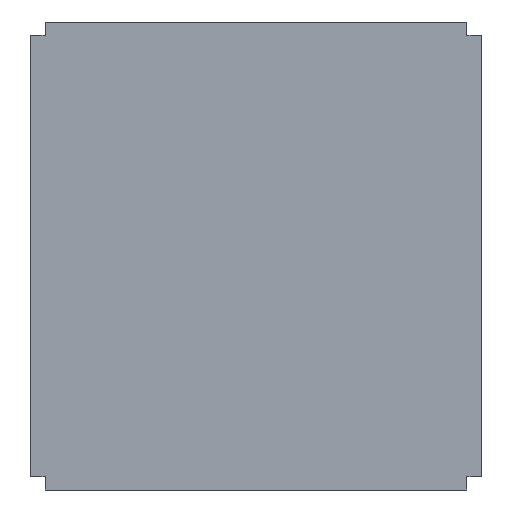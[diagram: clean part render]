
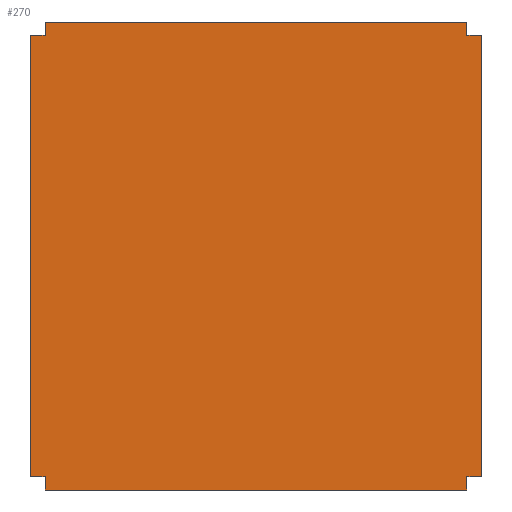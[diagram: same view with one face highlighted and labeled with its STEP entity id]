
A CAD part, front view. The second image highlights one B-rep face of the part: STEP entity #270.
In plain terms, the highlighted planar face has unit normal (0, -1, 0).
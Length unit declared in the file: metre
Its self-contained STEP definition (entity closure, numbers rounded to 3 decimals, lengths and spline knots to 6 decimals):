
#60=ORIENTED_EDGE('',*,*,#86,.F.);
#61=ORIENTED_EDGE('',*,*,#90,.T.);
#62=ORIENTED_EDGE('',*,*,#93,.F.);
#63=ORIENTED_EDGE('',*,*,#96,.F.);
#64=ORIENTED_EDGE('',*,*,#99,.T.);
#65=ORIENTED_EDGE('',*,*,#102,.F.);
#66=ORIENTED_EDGE('',*,*,#105,.T.);
#67=ORIENTED_EDGE('',*,*,#108,.T.);
#68=ORIENTED_EDGE('',*,*,#111,.F.);
#69=ORIENTED_EDGE('',*,*,#114,.T.);
#70=ORIENTED_EDGE('',*,*,#117,.T.);
#71=ORIENTED_EDGE('',*,*,#119,.F.);
#86=EDGE_CURVE('',#122,#123,#146,.T.);
#90=EDGE_CURVE('',#122,#125,#150,.T.);
#93=EDGE_CURVE('',#127,#125,#153,.T.);
#96=EDGE_CURVE('',#129,#127,#156,.T.);
#99=EDGE_CURVE('',#129,#131,#159,.T.);
#102=EDGE_CURVE('',#133,#131,#162,.T.);
#105=EDGE_CURVE('',#133,#135,#165,.T.);
#108=EDGE_CURVE('',#135,#137,#168,.T.);
#111=EDGE_CURVE('',#139,#137,#171,.T.);
#114=EDGE_CURVE('',#139,#141,#174,.T.);
#117=EDGE_CURVE('',#141,#143,#177,.T.);
#119=EDGE_CURVE('',#123,#143,#179,.T.);
#122=VERTEX_POINT('',#371);
#123=VERTEX_POINT('',#373);
#125=VERTEX_POINT('',#379);
#127=VERTEX_POINT('',#385);
#129=VERTEX_POINT('',#391);
#131=VERTEX_POINT('',#397);
#133=VERTEX_POINT('',#403);
#135=VERTEX_POINT('',#409);
#137=VERTEX_POINT('',#415);
#139=VERTEX_POINT('',#421);
#141=VERTEX_POINT('',#427);
#143=VERTEX_POINT('',#433);
#146=LINE('',#372,#182);
#150=LINE('',#380,#186);
#153=LINE('',#386,#189);
#156=LINE('',#392,#192);
#159=LINE('',#398,#195);
#162=LINE('',#404,#198);
#165=LINE('',#410,#201);
#168=LINE('',#416,#204);
#171=LINE('',#422,#207);
#174=LINE('',#428,#210);
#177=LINE('',#434,#213);
#179=LINE('',#437,#215);
#182=VECTOR('',#305,1.);
#186=VECTOR('',#311,1.);
#189=VECTOR('',#316,1.);
#192=VECTOR('',#321,1.);
#195=VECTOR('',#326,1.);
#198=VECTOR('',#331,1.);
#201=VECTOR('',#336,1.);
#204=VECTOR('',#341,1.);
#207=VECTOR('',#346,1.);
#210=VECTOR('',#351,1.);
#213=VECTOR('',#356,1.);
#215=VECTOR('',#360,1.);
#228=EDGE_LOOP('',(#60,#61,#62,#63,#64,#65,#66,#67,#68,#69,#70,#71));
#242=FACE_BOUND('',#228,.T.);
#256=PLANE('',#297);
#270=ADVANCED_FACE('',(#242),#256,.T.);
#297=AXIS2_PLACEMENT_3D('',#438,#361,#362);
#305=DIRECTION('',(0.,0.,1.));
#311=DIRECTION('',(1.,0.,0.));
#316=DIRECTION('',(0.,0.,1.));
#321=DIRECTION('',(-1.,0.,0.));
#326=DIRECTION('',(0.,0.,1.));
#331=DIRECTION('',(-1.,0.,0.));
#336=DIRECTION('',(0.,0.,1.));
#341=DIRECTION('',(-1.,0.,0.));
#346=DIRECTION('',(0.,0.,-1.));
#351=DIRECTION('',(-1.,0.,0.));
#356=DIRECTION('',(0.,0.,-1.));
#360=DIRECTION('',(1.,0.,0.));
#361=DIRECTION('',(0.,-1.,0.));
#362=DIRECTION('',(1.,0.,0.));
#371=CARTESIAN_POINT('',(-0.03075,-0.0015,-0.030075));
#372=CARTESIAN_POINT('',(-0.03075,-0.0015,0.));
#373=CARTESIAN_POINT('',(-0.03075,-0.0015,0.030075));
#379=CARTESIAN_POINT('',(-0.02875,-0.0015,-0.030075));
#380=CARTESIAN_POINT('',(-0.02975,-0.0015,-0.030075));
#385=CARTESIAN_POINT('',(-0.02875,-0.0015,-0.0319));
#386=CARTESIAN_POINT('',(-0.02875,-0.0015,-0.030988));
#391=CARTESIAN_POINT('',(0.02875,-0.0015,-0.0319));
#392=CARTESIAN_POINT('',(0.,-0.0015,-0.0319));
#397=CARTESIAN_POINT('',(0.02875,-0.0015,-0.030075));
#398=CARTESIAN_POINT('',(0.02875,-0.0015,-0.030988));
#403=CARTESIAN_POINT('',(0.03075,-0.0015,-0.030075));
#404=CARTESIAN_POINT('',(0.02975,-0.0015,-0.030075));
#409=CARTESIAN_POINT('',(0.03075,-0.0015,0.030075));
#410=CARTESIAN_POINT('',(0.03075,-0.0015,0.));
#415=CARTESIAN_POINT('',(0.02875,-0.0015,0.030075));
#416=CARTESIAN_POINT('',(0.02975,-0.0015,0.030075));
#421=CARTESIAN_POINT('',(0.02875,-0.0015,0.0319));
#422=CARTESIAN_POINT('',(0.02875,-0.0015,0.030988));
#427=CARTESIAN_POINT('',(-0.02875,-0.0015,0.0319));
#428=CARTESIAN_POINT('',(0.,-0.0015,0.0319));
#433=CARTESIAN_POINT('',(-0.02875,-0.0015,0.030075));
#434=CARTESIAN_POINT('',(-0.02875,-0.0015,0.030988));
#437=CARTESIAN_POINT('',(-0.02975,-0.0015,0.030075));
#438=CARTESIAN_POINT('',(0.,-0.0015,0.));
